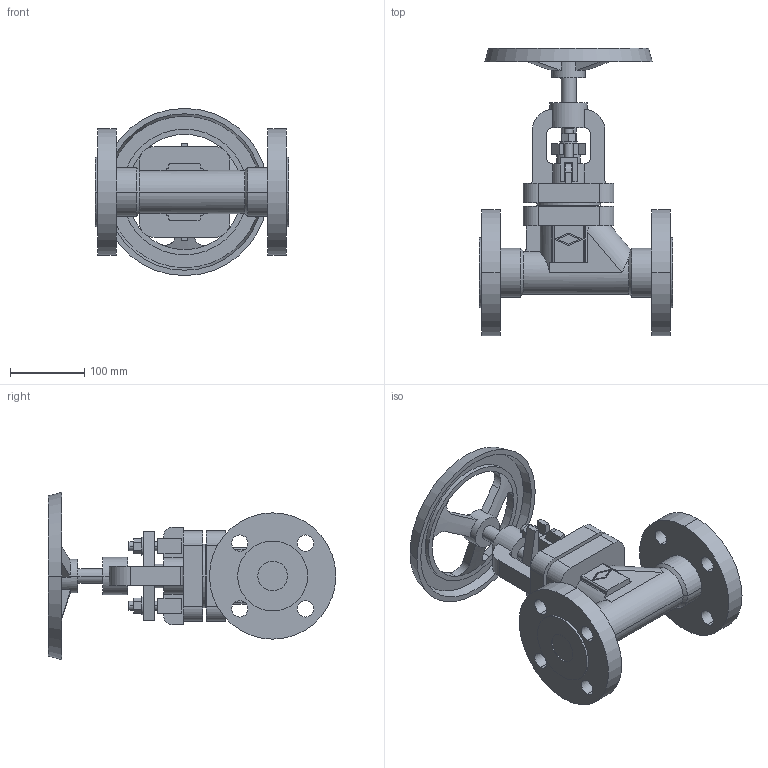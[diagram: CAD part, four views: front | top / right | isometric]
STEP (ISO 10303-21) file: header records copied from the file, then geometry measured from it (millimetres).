
FILE_DESCRIPTION(('OneSpaceDesigner STEP Export'),'2;1');
FILE_NAME('c000004648.stp','2011-03-29T12:38:43',(''),(''),'OneSpace Designer STEP processor for AP214 (Solid Model)','OneSpace Modeling 15.50B 03-Nov-2007 (C) CoCreate Software GmbH','');
FILE_SCHEMA(('AUTOMOTIVE_DESIGN { 1 0 10303 214 1 1 1 1 }'));
Length unit declared in the file: millimetre
Products named in the file (1): 1
Bounding box: 260 x 387 x 225 mm (x, y, z)
Volume: 3391389.6 mm3; surface area: 380090 mm2
Topology: 1 solids, 1 shells, 270 faces, 710 edges, 465 vertices
Faces by surface type: plane 138, cylinder 114, cone 18
Entity records: 13248 total; most frequent: CARTESIAN_POINT 4621, ORIENTED_EDGE 1420, DIRECTION 1233, EDGE_CURVE 710, VERTEX_POINT 465, VECTOR 421, LINE 421, AXIS2_PLACEMENT_3D 406
